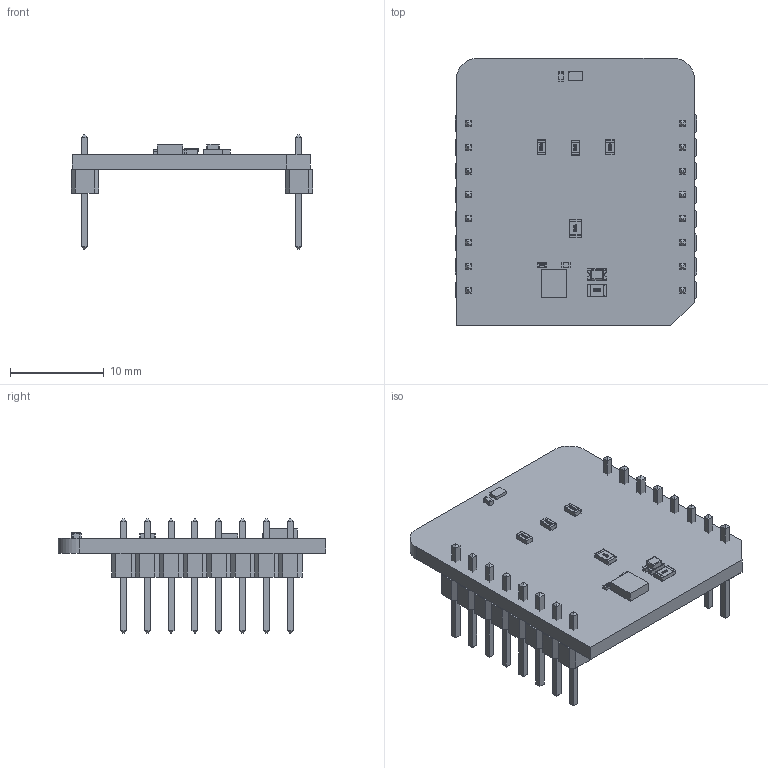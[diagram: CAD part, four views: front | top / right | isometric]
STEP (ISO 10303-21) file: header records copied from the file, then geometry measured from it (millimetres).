
FILE_DESCRIPTION(('Open CASCADE Model'),'2;1');
FILE_NAME('Open CASCADE Shape Model','2022-11-23T13:59:39',('Author'),( 'Open CASCADE'),'Open CASCADE STEP processor 6.8','Open CASCADE 6.8' ,'Unknown');
FILE_SCHEMA(('AUTOMOTIVE_DESIGN { 1 0 10303 214 1 1 1 1 }'));
Length unit declared in the file: millimetre
Products named in the file (28): PCB; Board; R5; User_Library-R_0402; JP1; User_Library-R_0805; U1; AS6221-AWLT-S_AMS; R3; User_Library-R_0603; R2; R4; C1; User_Library-SMD_CAPACITOR0402; MBD1; Header_1x8; Free-Models; 1240637040; User_Library-PinHeaderX5-1_PinHeaderX5_Body_1; User_Library-PinHeaderX5-1_PinHeaderX5_Pins_1; LD1; led_0805_green; R1; C2; U2; 756579480; Extruded
Assembly tree (33 placements, depth 7):
  PCB
    Board
    R5
      User_Library-R_0402
    JP1
      User_Library-R_0805
    U1
      AS6221-AWLT-S_AMS
    R3
      User_Library-R_0603
    R2
      User_Library-R_0603
    R4
      User_Library-R_0603
    C1
      User_Library-SMD_CAPACITOR0402
    MBD1
      Header_1x8  x2
        PCB
          Free-Models
            1240637040  x2
              User_Library-PinHeaderX5-1_PinHeaderX5_Body_1
              User_Library-PinHeaderX5-1_PinHeaderX5_Pins_1
    LD1
      led_0805_green
    R1
      User_Library-R_0805
    C2
      User_Library-SMD_CAPACITOR0402
    U2
      756579480
        Extruded
Bounding box: 25.78 x 28.57 x 12.19 mm (x, y, z)
Volume: 1626.7 mm3; surface area: 3031 mm2
Topology: 45 solids, 45 shells, 1187 faces, 2977 edges, 1898 vertices
Faces by surface type: plane 870, bspline 245, cylinder 46, sphere 26
Full cylindrical faces by diameter (mm): 0.052 x1
Entity records: 25388 total; most frequent: CARTESIAN_POINT 9882, ORIENTED_EDGE 2536, DIRECTION 1987, EDGE_CURVE 1268, LINE 977, VECTOR 977, VERTEX_POINT 826, FACE_BOUND 546
